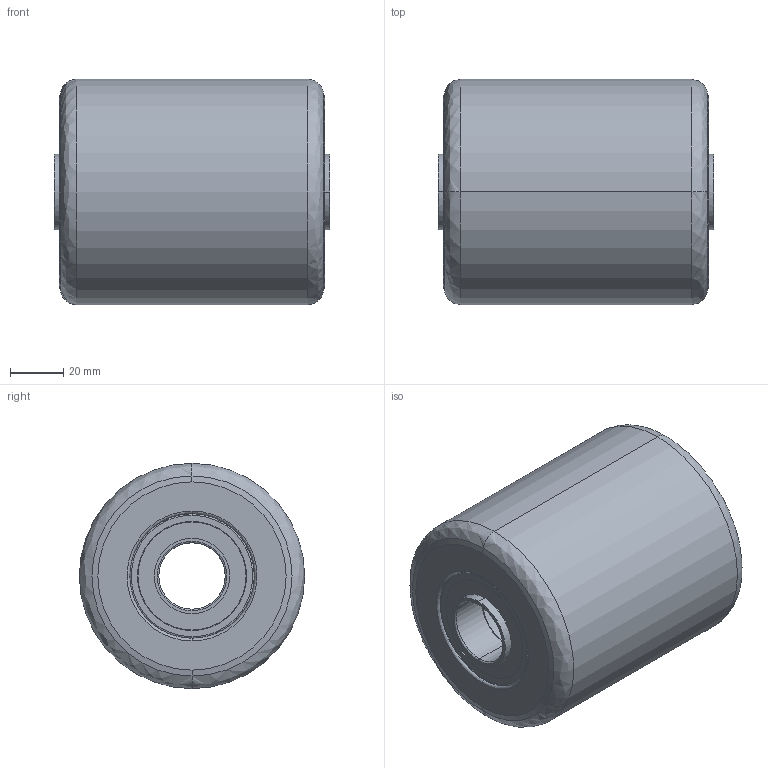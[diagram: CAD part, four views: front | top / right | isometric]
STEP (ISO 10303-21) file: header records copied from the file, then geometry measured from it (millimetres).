
FILE_DESCRIPTION (( 'STEP AP214' ), '1' );
FILE_NAME ('0017685.step', '2022-08-17T11:59:56', ( '' ), ( '' ), 'SwSTEP 2.0', 'SolidWorks 2020', '' );
FILE_SCHEMA (( 'AUTOMOTIVE_DESIGN' ));
Length unit declared in the file: millimetre
Products named in the file (1): 0017685
Bounding box: 104 x 85 x 85 mm (x, y, z)
Volume: 432687.8 mm3; surface area: 60973.6 mm2
Topology: 33 solids, 35 shells, 242 faces, 622 edges, 344 vertices
Faces by surface type: bspline 170, cylinder 48, plane 20, cone 4
Entity records: 9668 total; most frequent: CARTESIAN_POINT 4125, DIRECTION 1074, ORIENTED_EDGE 1020, AXIS2_PLACEMENT_3D 511, EDGE_CURVE 510, CIRCLE 438, VERTEX_POINT 344, EDGE_LOOP 262
